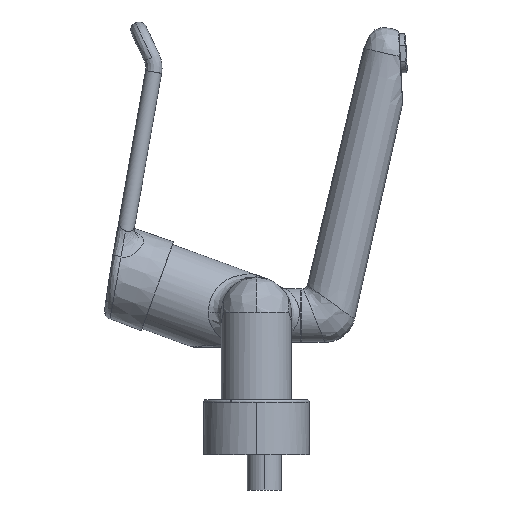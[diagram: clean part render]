
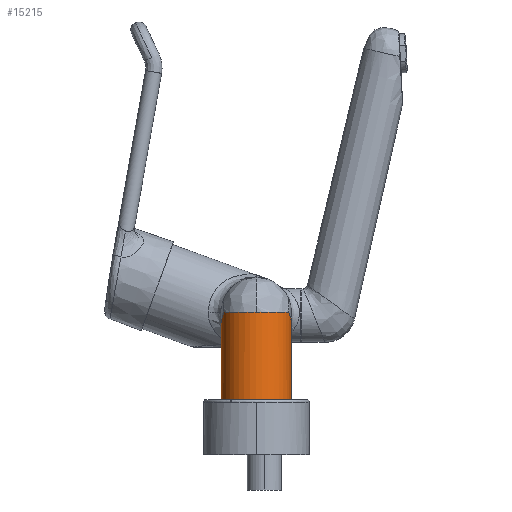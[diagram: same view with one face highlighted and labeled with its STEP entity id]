
A CAD part, left-side view. The second image highlights one B-rep face of the part: STEP entity #15215.
In plain terms, the highlighted cylindrical face has radius 21.5 mm (diameter 43 mm), a partial arc.
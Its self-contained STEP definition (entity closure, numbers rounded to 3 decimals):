
#174 = CIRCLE ( 'NONE', #16585, 21.5 ) ;
#226 = CARTESIAN_POINT ( 'NONE',  ( -79.079, 21.11, 83.764 ) ) ;
#247 = DIRECTION ( 'NONE',  ( 0., 0., 1. ) ) ;
#289 = CARTESIAN_POINT ( 'NONE',  ( -77.044, 21.403, 81.729 ) ) ;
#1288 = CARTESIAN_POINT ( 'NONE',  ( -77.25, -21.395, 81.935 ) ) ;
#1622 = CARTESIAN_POINT ( 'NONE',  ( -83., 19.956, 87.685 ) ) ;
#1683 = CARTESIAN_POINT ( 'NONE',  ( -79.05, 21.115, 83.735 ) ) ;
#1739 = LINE ( 'NONE', #2882, #8955 ) ;
#1743 = CARTESIAN_POINT ( 'NONE',  ( -77.029, 21.404, 81.714 ) ) ;
#1985 = DIRECTION ( 'NONE',  ( 0., 1., 0. ) ) ;
#2220 = EDGE_CURVE ( 'NONE', #9651, #17345, #12020, .T. ) ;
#2514 = CARTESIAN_POINT ( 'NONE',  ( -75., -21.5, 34. ) ) ;
#2736 = CARTESIAN_POINT ( 'NONE',  ( -75.721, -21.489, 80.406 ) ) ;
#2882 = CARTESIAN_POINT ( 'NONE',  ( -75., 21.5, 72.354 ) ) ;
#2911 = VERTEX_POINT ( 'NONE', #11297 ) ;
#2963 = AXIS2_PLACEMENT_3D ( 'NONE', #8879, #247, #10333 ) ;
#3130 = CARTESIAN_POINT ( 'NONE',  ( -78.741, 21.174, 83.426 ) ) ;
#3195 = CARTESIAN_POINT ( 'NONE',  ( -76.576, 21.447, 81.261 ) ) ;
#4177 = CARTESIAN_POINT ( 'NONE',  ( -75.18, -21.5, 79.865 ) ) ;
#4383 = DIRECTION ( 'NONE',  ( 0., 0., -1. ) ) ;
#4518 = CARTESIAN_POINT ( 'NONE',  ( -80.826, 20.698, 85.511 ) ) ;
#4584 = CARTESIAN_POINT ( 'NONE',  ( -77.921, 21.301, 82.606 ) ) ;
#4647 = CARTESIAN_POINT ( 'NONE',  ( -75., 21.5, 79.685 ) ) ;
#5030 = B_SPLINE_CURVE_WITH_KNOTS ( 'NONE', 5,
 ( #6615, #15160, #8055, #18066, #7041, #17051, #8474, #18492, #9921, #1288, #11344, #2736, #12769, #4177, #14208, #5637 ),
 .UNSPECIFIED., .F., .F.,
 ( 6, 3, 3, 2, 2, 6 ),
 ( 0., 0.25, 0.5, 0.833, 0.944, 1. ),
 .UNSPECIFIED. ) ;
#5238 = ORIENTED_EDGE ( 'NONE', *, *, #8283, .F. ) ;
#5504 = DIRECTION ( 'NONE',  ( 0., 0., -1. ) ) ;
#5604 = AXIS2_PLACEMENT_3D ( 'NONE', #14076, #5504, #15539 ) ;
#5616 = CARTESIAN_POINT ( 'NONE',  ( -96.5, 0., 87.685 ) ) ;
#5637 = CARTESIAN_POINT ( 'NONE',  ( -75., -21.5, 79.685 ) ) ;
#5865 = ORIENTED_EDGE ( 'NONE', *, *, #2220, .F. ) ;
#5974 = CARTESIAN_POINT ( 'NONE',  ( -79.955, 20.922, 84.639 ) ) ;
#6039 = CARTESIAN_POINT ( 'NONE',  ( -77.482, 21.356, 82.167 ) ) ;
#6615 = CARTESIAN_POINT ( 'NONE',  ( -83., -19.956, 87.685 ) ) ;
#6878 = DIRECTION ( 'NONE',  ( 0., 0., 1. ) ) ;
#7041 = CARTESIAN_POINT ( 'NONE',  ( -81.035, -20.646, 85.72 ) ) ;
#7435 = CARTESIAN_POINT ( 'NONE',  ( -79.364, 21.053, 84.049 ) ) ;
#7498 = CARTESIAN_POINT ( 'NONE',  ( -77.186, 21.389, 81.871 ) ) ;
#7734 = CARTESIAN_POINT ( 'NONE',  ( -75., 0., 72.354 ) ) ;
#8029 = EDGE_CURVE ( 'NONE', #16808, #2911, #11482, .T. ) ;
#8055 = CARTESIAN_POINT ( 'NONE',  ( -82.219, -20.259, 86.904 ) ) ;
#8283 = EDGE_CURVE ( 'NONE', #10771, #9651, #18610, .T. ) ;
#8474 = CARTESIAN_POINT ( 'NONE',  ( -79.84, -20.954, 84.525 ) ) ;
#8856 = CARTESIAN_POINT ( 'NONE',  ( -79.12, 21.102, 83.805 ) ) ;
#8879 = CARTESIAN_POINT ( 'NONE',  ( -75., 0., 87.685 ) ) ;
#8918 = CARTESIAN_POINT ( 'NONE',  ( -77.064, 21.401, 81.749 ) ) ;
#8955 = VECTOR ( 'NONE', #4383, 1000. ) ;
#9167 = CYLINDRICAL_SURFACE ( 'NONE', #18270, 21.5 ) ;
#9385 = CARTESIAN_POINT ( 'NONE',  ( -75., 21.5, 34. ) ) ;
#9526 = VERTEX_POINT ( 'NONE', #16779 ) ;
#9611 = DIRECTION ( 'NONE',  ( 0., 0., -1. ) ) ;
#9651 = VERTEX_POINT ( 'NONE', #2514 ) ;
#9679 = EDGE_LOOP ( 'NONE', ( #5238, #17278, #16549, #15662, #13630, #16990, #5865 ) ) ;
#9695 = EDGE_CURVE ( 'NONE', #16808, #12506, #174, .T. ) ;
#9921 = CARTESIAN_POINT ( 'NONE',  ( -77.967, -21.305, 82.652 ) ) ;
#10244 = CARTESIAN_POINT ( 'NONE',  ( -82.431, 20.184, 87.116 ) ) ;
#10309 = CARTESIAN_POINT ( 'NONE',  ( -79.061, 21.113, 83.746 ) ) ;
#10333 = DIRECTION ( 'NONE',  ( -1., 0., 0. ) ) ;
#10377 = CARTESIAN_POINT ( 'NONE',  ( -77.035, 21.403, 81.72 ) ) ;
#10771 = VERTEX_POINT ( 'NONE', #12607 ) ;
#11297 = CARTESIAN_POINT ( 'NONE',  ( -75., 21.5, 79.685 ) ) ;
#11344 = CARTESIAN_POINT ( 'NONE',  ( -76.531, -21.455, 81.216 ) ) ;
#11348 = EDGE_CURVE ( 'NONE', #9526, #10771, #5030, .T. ) ;
#11482 = B_SPLINE_CURVE_WITH_KNOTS ( 'NONE', 3,
 ( #1622, #10244, #13098, #4518, #14537, #5974, #16004, #7435, #17444, #8856, #226, #10309, #1683, #11737, #3130, #13162, #4584, #14608, #6039, #16068, #7498, #17511, #8918, #289, #10377, #1743, #11800, #3195, #13229, #4647 ),
 .UNSPECIFIED., .F., .F.,
 ( 4, 2, 2, 1, 1, 1, 1, 1, 2, 2, 2, 2, 1, 1, 1, 1, 1, 2, 2, 4 ),
 ( 0., 0.25, 0.375, 0.438, 0.469, 0.484, 0.492, 0.496, 0.498, 0.5, 0.625, 0.688, 0.719, 0.734, 0.742, 0.746, 0.748, 0.749, 0.75, 1. ),
 .UNSPECIFIED. ) ;
#11737 = CARTESIAN_POINT ( 'NONE',  ( -79.042, 21.117, 83.727 ) ) ;
#11800 = CARTESIAN_POINT ( 'NONE',  ( -77.025, 21.404, 81.71 ) ) ;
#12020 = CIRCLE ( 'NONE', #5604, 21.5 ) ;
#12033 = DIRECTION ( 'NONE',  ( 0., 0., -1. ) ) ;
#12506 = VERTEX_POINT ( 'NONE', #5616 ) ;
#12607 = CARTESIAN_POINT ( 'NONE',  ( -75., -21.5, 79.685 ) ) ;
#12769 = CARTESIAN_POINT ( 'NONE',  ( -75.451, -21.497, 80.136 ) ) ;
#13098 = CARTESIAN_POINT ( 'NONE',  ( -81.816, 20.402, 86.501 ) ) ;
#13162 = CARTESIAN_POINT ( 'NONE',  ( -78.425, 21.228, 83.11 ) ) ;
#13229 = CARTESIAN_POINT ( 'NONE',  ( -75.902, 21.5, 80.587 ) ) ;
#13402 = CIRCLE ( 'NONE', #2963, 21.5 ) ;
#13630 = ORIENTED_EDGE ( 'NONE', *, *, #8029, .T. ) ;
#14076 = CARTESIAN_POINT ( 'NONE',  ( -75., 0., 34. ) ) ;
#14208 = CARTESIAN_POINT ( 'NONE',  ( -75.09, -21.5, 79.775 ) ) ;
#14537 = CARTESIAN_POINT ( 'NONE',  ( -80.484, 20.792, 85.169 ) ) ;
#14608 = CARTESIAN_POINT ( 'NONE',  ( -77.748, 21.324, 82.433 ) ) ;
#15160 = CARTESIAN_POINT ( 'NONE',  ( -82.611, -20.113, 87.295 ) ) ;
#15215 = ADVANCED_FACE ( 'NONE', ( #17233 ), #9167, .T. ) ;
#15237 = VECTOR ( 'NONE', #9611, 1000. ) ;
#15445 = CARTESIAN_POINT ( 'NONE',  ( -75., 0., 87.685 ) ) ;
#15539 = DIRECTION ( 'NONE',  ( 0., 1., 0. ) ) ;
#15658 = EDGE_CURVE ( 'NONE', #12506, #9526, #13402, .T. ) ;
#15662 = ORIENTED_EDGE ( 'NONE', *, *, #9695, .F. ) ;
#16004 = CARTESIAN_POINT ( 'NONE',  ( -79.686, 20.985, 84.37 ) ) ;
#16068 = CARTESIAN_POINT ( 'NONE',  ( -77.347, 21.372, 82.032 ) ) ;
#16549 = ORIENTED_EDGE ( 'NONE', *, *, #15658, .F. ) ;
#16585 = AXIS2_PLACEMENT_3D ( 'NONE', #15445, #6878, #16895 ) ;
#16752 = CARTESIAN_POINT ( 'NONE',  ( -75., -21.5, 72.354 ) ) ;
#16779 = CARTESIAN_POINT ( 'NONE',  ( -83., -19.956, 87.685 ) ) ;
#16808 = VERTEX_POINT ( 'NONE', #17920 ) ;
#16895 = DIRECTION ( 'NONE',  ( -1., 0., 0. ) ) ;
#16990 = ORIENTED_EDGE ( 'NONE', *, *, #18403, .T. ) ;
#17051 = CARTESIAN_POINT ( 'NONE',  ( -80.239, -20.858, 84.924 ) ) ;
#17233 = FACE_OUTER_BOUND ( 'NONE', #9679, .T. ) ;
#17278 = ORIENTED_EDGE ( 'NONE', *, *, #11348, .F. ) ;
#17345 = VERTEX_POINT ( 'NONE', #9385 ) ;
#17444 = CARTESIAN_POINT ( 'NONE',  ( -79.202, 21.086, 83.887 ) ) ;
#17511 = CARTESIAN_POINT ( 'NONE',  ( -77.105, 21.397, 81.79 ) ) ;
#17920 = CARTESIAN_POINT ( 'NONE',  ( -83., 19.956, 87.685 ) ) ;
#18066 = CARTESIAN_POINT ( 'NONE',  ( -81.825, -20.394, 86.51 ) ) ;
#18270 = AXIS2_PLACEMENT_3D ( 'NONE', #7734, #12033, #1985 ) ;
#18403 = EDGE_CURVE ( 'NONE', #2911, #17345, #1739, .T. ) ;
#18492 = CARTESIAN_POINT ( 'NONE',  ( -78.906, -21.156, 83.591 ) ) ;
#18610 = LINE ( 'NONE', #16752, #15237 ) ;
